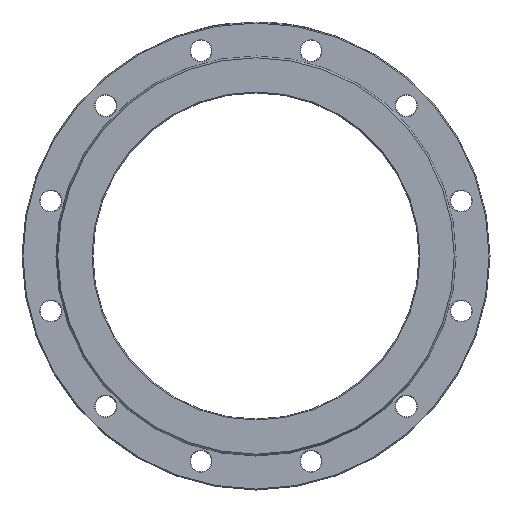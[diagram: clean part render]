
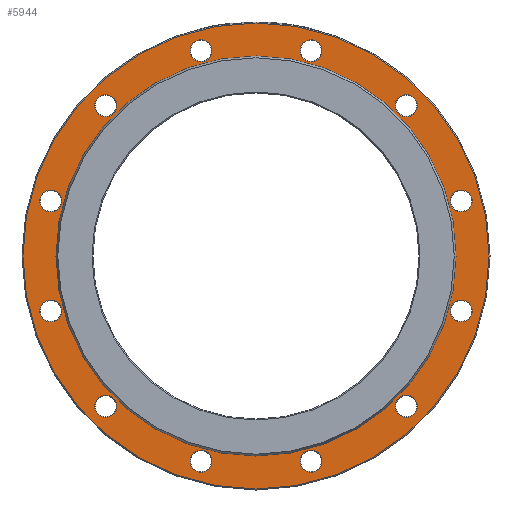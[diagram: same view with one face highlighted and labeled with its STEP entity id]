
A CAD part, left-side view. The second image highlights one B-rep face of the part: STEP entity #5944.
In plain terms, the highlighted planar face has unit normal (-1, 0, 0).
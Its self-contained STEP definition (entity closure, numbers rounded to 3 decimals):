
#9 = DIRECTION ( 'NONE',  ( 1., 0., 0. ) ) ;
#27 = CARTESIAN_POINT ( 'NONE',  ( 4., 57.587, -214.918 ) ) ;
#140 = DIRECTION ( 'NONE',  ( 0., 1., 0. ) ) ;
#249 = CARTESIAN_POINT ( 'NONE',  ( 4., -157.331, -157.331 ) ) ;
#317 = ORIENTED_EDGE ( 'NONE', *, *, #6548, .T. ) ;
#325 = ORIENTED_EDGE ( 'NONE', *, *, #7009, .T. ) ;
#387 = ORIENTED_EDGE ( 'NONE', *, *, #2477, .T. ) ;
#401 = DIRECTION ( 'NONE',  ( 0., 0.5, -0.866 ) ) ;
#535 = AXIS2_PLACEMENT_3D ( 'NONE', #3094, #1927, #401 ) ;
#645 = FACE_OUTER_BOUND ( 'NONE', #6424, .T. ) ;
#674 = FACE_BOUND ( 'NONE', #6278, .T. ) ;
#675 = ORIENTED_EDGE ( 'NONE', *, *, #3834, .T. ) ;
#679 = CARTESIAN_POINT ( 'NONE',  ( 4., 57.587, 214.918 ) ) ;
#733 = CIRCLE ( 'NONE', #6835, 11.5 ) ;
#747 = CIRCLE ( 'NONE', #3131, 11.5 ) ;
#815 = EDGE_LOOP ( 'NONE', ( #1199 ) ) ;
#941 = CIRCLE ( 'NONE', #1505, 244. ) ;
#967 = VERTEX_POINT ( 'NONE', #6959 ) ;
#1085 = AXIS2_PLACEMENT_3D ( 'NONE', #5298, #6931, #4123 ) ;
#1131 = EDGE_LOOP ( 'NONE', ( #2126 ) ) ;
#1165 = FACE_BOUND ( 'NONE', #4906, .T. ) ;
#1199 = ORIENTED_EDGE ( 'NONE', *, *, #6463, .T. ) ;
#1229 = PLANE ( 'NONE',  #6345 ) ;
#1242 = EDGE_LOOP ( 'NONE', ( #4938 ) ) ;
#1305 = CIRCLE ( 'NONE', #6858, 11.5 ) ;
#1324 = EDGE_CURVE ( 'NONE', #2415, #2415, #6866, .T. ) ;
#1456 = EDGE_CURVE ( 'NONE', #3515, #3515, #6989, .T. ) ;
#1479 = DIRECTION ( 'NONE',  ( 1., 0., 0. ) ) ;
#1505 = AXIS2_PLACEMENT_3D ( 'NONE', #4311, #2011, #6932 ) ;
#1540 = CIRCLE ( 'NONE', #5612, 11.5 ) ;
#1580 = DIRECTION ( 'NONE',  ( 0., 0.5, 0.866 ) ) ;
#1628 = CIRCLE ( 'NONE', #3315, 11.5 ) ;
#1721 = CARTESIAN_POINT ( 'NONE',  ( 4., -57.587, -214.918 ) ) ;
#1737 = EDGE_CURVE ( 'NONE', #2488, #2488, #5162, .T. ) ;
#1739 = EDGE_LOOP ( 'NONE', ( #3614 ) ) ;
#1751 = CARTESIAN_POINT ( 'NONE',  ( 4., 157.331, 157.331 ) ) ;
#1775 = AXIS2_PLACEMENT_3D ( 'NONE', #249, #3370, #6666 ) ;
#1778 = FACE_BOUND ( 'NONE', #1131, .T. ) ;
#1779 = ORIENTED_EDGE ( 'NONE', *, *, #4134, .T. ) ;
#1927 = DIRECTION ( 'NONE',  ( 1., 0., 0. ) ) ;
#2011 = DIRECTION ( 'NONE',  ( -1., 0., 0. ) ) ;
#2115 = DIRECTION ( 'NONE',  ( 1., 0., 0. ) ) ;
#2126 = ORIENTED_EDGE ( 'NONE', *, *, #2712, .T. ) ;
#2176 = DIRECTION ( 'NONE',  ( 0., -0.5, 0.866 ) ) ;
#2178 = VERTEX_POINT ( 'NONE', #3270 ) ;
#2270 = FACE_BOUND ( 'NONE', #1242, .T. ) ;
#2338 = CARTESIAN_POINT ( 'NONE',  ( 4., -69.087, -214.918 ) ) ;
#2340 = EDGE_CURVE ( 'NONE', #2526, #2526, #6302, .T. ) ;
#2415 = VERTEX_POINT ( 'NONE', #3483 ) ;
#2426 = CIRCLE ( 'NONE', #4468, 11.5 ) ;
#2477 = EDGE_CURVE ( 'NONE', #2663, #2663, #3573, .T. ) ;
#2488 = VERTEX_POINT ( 'NONE', #4683 ) ;
#2526 = VERTEX_POINT ( 'NONE', #4153 ) ;
#2640 = DIRECTION ( 'NONE',  ( 1., 0., 0. ) ) ;
#2656 = ORIENTED_EDGE ( 'NONE', *, *, #2963, .T. ) ;
#2663 = VERTEX_POINT ( 'NONE', #5434 ) ;
#2682 = DIRECTION ( 'NONE',  ( 1., 0., 0. ) ) ;
#2712 = EDGE_CURVE ( 'NONE', #4224, #4224, #747, .T. ) ;
#2833 = FACE_BOUND ( 'NONE', #1739, .T. ) ;
#2887 = EDGE_CURVE ( 'NONE', #3665, #3665, #1540, .T. ) ;
#2954 = DIRECTION ( 'NONE',  ( 0., 0., 1. ) ) ;
#2963 = EDGE_CURVE ( 'NONE', #2178, #2178, #1305, .T. ) ;
#3094 = CARTESIAN_POINT ( 'NONE',  ( 4., 214.918, 57.587 ) ) ;
#3131 = AXIS2_PLACEMENT_3D ( 'NONE', #679, #5002, #140 ) ;
#3233 = CARTESIAN_POINT ( 'NONE',  ( 4., -167.291, -151.581 ) ) ;
#3270 = CARTESIAN_POINT ( 'NONE',  ( 4., -151.581, 167.291 ) ) ;
#3315 = AXIS2_PLACEMENT_3D ( 'NONE', #4641, #6231, #4103 ) ;
#3331 = DIRECTION ( 'NONE',  ( 1., 0., 0. ) ) ;
#3367 = EDGE_LOOP ( 'NONE', ( #325 ) ) ;
#3370 = DIRECTION ( 'NONE',  ( 1., 0., 0. ) ) ;
#3397 = CARTESIAN_POINT ( 'NONE',  ( 4., 209.451, 0. ) ) ;
#3483 = CARTESIAN_POINT ( 'NONE',  ( 4., 167.291, 151.581 ) ) ;
#3515 = VERTEX_POINT ( 'NONE', #5789 ) ;
#3567 = CIRCLE ( 'NONE', #5716, 11.5 ) ;
#3573 = CIRCLE ( 'NONE', #5845, 11.5 ) ;
#3614 = ORIENTED_EDGE ( 'NONE', *, *, #3738, .T. ) ;
#3645 = DIRECTION ( 'NONE',  ( 0., 0.866, 0.5 ) ) ;
#3665 = VERTEX_POINT ( 'NONE', #3737 ) ;
#3737 = CARTESIAN_POINT ( 'NONE',  ( 4., -214.918, 69.087 ) ) ;
#3738 = EDGE_CURVE ( 'NONE', #6922, #6922, #4836, .T. ) ;
#3834 = EDGE_CURVE ( 'NONE', #967, #967, #1628, .T. ) ;
#3841 = VERTEX_POINT ( 'NONE', #4971 ) ;
#3871 = VERTEX_POINT ( 'NONE', #5600 ) ;
#3900 = FACE_BOUND ( 'NONE', #3367, .T. ) ;
#3931 = FACE_BOUND ( 'NONE', #6027, .T. ) ;
#3964 = FACE_BOUND ( 'NONE', #4427, .T. ) ;
#3975 = EDGE_LOOP ( 'NONE', ( #4356 ) ) ;
#4015 = CARTESIAN_POINT ( 'NONE',  ( 4., -214.918, 57.587 ) ) ;
#4076 = EDGE_LOOP ( 'NONE', ( #5710 ) ) ;
#4103 = DIRECTION ( 'NONE',  ( 0., -0.5, -0.866 ) ) ;
#4123 = DIRECTION ( 'NONE',  ( 0., 0., 1. ) ) ;
#4134 = EDGE_CURVE ( 'NONE', #4797, #4797, #941, .T. ) ;
#4153 = CARTESIAN_POINT ( 'NONE',  ( 4., 0., 209.451 ) ) ;
#4180 = EDGE_LOOP ( 'NONE', ( #387 ) ) ;
#4224 = VERTEX_POINT ( 'NONE', #5895 ) ;
#4311 = CARTESIAN_POINT ( 'NONE',  ( 4., 0., 0. ) ) ;
#4356 = ORIENTED_EDGE ( 'NONE', *, *, #2340, .F. ) ;
#4427 = EDGE_LOOP ( 'NONE', ( #675 ) ) ;
#4468 = AXIS2_PLACEMENT_3D ( 'NONE', #1721, #5472, #4516 ) ;
#4516 = DIRECTION ( 'NONE',  ( 0., -1., 0. ) ) ;
#4629 = CARTESIAN_POINT ( 'NONE',  ( 4., -57.587, 214.918 ) ) ;
#4641 = CARTESIAN_POINT ( 'NONE',  ( 4., 157.331, -157.331 ) ) ;
#4683 = CARTESIAN_POINT ( 'NONE',  ( 4., -220.668, -47.628 ) ) ;
#4693 = DIRECTION ( 'NONE',  ( 0., 0., -1. ) ) ;
#4797 = VERTEX_POINT ( 'NONE', #5934 ) ;
#4836 = CIRCLE ( 'NONE', #1775, 11.5 ) ;
#4870 = CARTESIAN_POINT ( 'NONE',  ( 4., -214.918, -57.587 ) ) ;
#4906 = EDGE_LOOP ( 'NONE', ( #5925 ) ) ;
#4938 = ORIENTED_EDGE ( 'NONE', *, *, #1324, .T. ) ;
#4964 = FACE_BOUND ( 'NONE', #815, .T. ) ;
#4971 = CARTESIAN_POINT ( 'NONE',  ( 4., 47.628, -220.668 ) ) ;
#4997 = FACE_BOUND ( 'NONE', #3975, .T. ) ;
#5002 = DIRECTION ( 'NONE',  ( 1., 0., 0. ) ) ;
#5007 = ORIENTED_EDGE ( 'NONE', *, *, #1737, .T. ) ;
#5043 = DIRECTION ( 'NONE',  ( 0., 0.866, -0.5 ) ) ;
#5058 = AXIS2_PLACEMENT_3D ( 'NONE', #1751, #5576, #5043 ) ;
#5162 = CIRCLE ( 'NONE', #5399, 11.5 ) ;
#5298 = CARTESIAN_POINT ( 'NONE',  ( 4., 0., 0. ) ) ;
#5334 = CARTESIAN_POINT ( 'NONE',  ( 4., 214.918, -57.587 ) ) ;
#5399 = AXIS2_PLACEMENT_3D ( 'NONE', #4870, #9, #2176 ) ;
#5434 = CARTESIAN_POINT ( 'NONE',  ( 4., 214.918, -69.087 ) ) ;
#5472 = DIRECTION ( 'NONE',  ( 1., 0., 0. ) ) ;
#5499 = VERTEX_POINT ( 'NONE', #2338 ) ;
#5529 = FACE_BOUND ( 'NONE', #4076, .T. ) ;
#5563 = DIRECTION ( 'NONE',  ( 0., 0., -1. ) ) ;
#5576 = DIRECTION ( 'NONE',  ( 1., 0., 0. ) ) ;
#5582 = DIRECTION ( 'NONE',  ( 1., 0., 0. ) ) ;
#5600 = CARTESIAN_POINT ( 'NONE',  ( 4., -47.628, 220.668 ) ) ;
#5612 = AXIS2_PLACEMENT_3D ( 'NONE', #4015, #5582, #2954 ) ;
#5710 = ORIENTED_EDGE ( 'NONE', *, *, #1456, .T. ) ;
#5716 = AXIS2_PLACEMENT_3D ( 'NONE', #27, #2682, #5949 ) ;
#5750 = EDGE_LOOP ( 'NONE', ( #2656 ) ) ;
#5789 = CARTESIAN_POINT ( 'NONE',  ( 4., 220.668, 47.628 ) ) ;
#5845 = AXIS2_PLACEMENT_3D ( 'NONE', #5334, #2640, #4693 ) ;
#5895 = CARTESIAN_POINT ( 'NONE',  ( 4., 69.087, 214.918 ) ) ;
#5925 = ORIENTED_EDGE ( 'NONE', *, *, #2887, .T. ) ;
#5934 = CARTESIAN_POINT ( 'NONE',  ( 4., 0., -244. ) ) ;
#5944 = ADVANCED_FACE ( 'NONE', ( #5529, #2270, #1778, #3931, #6026, #1165, #674, #2833, #3900, #4964, #3964, #6121, #645, #4997 ), #1229, .F. ) ;
#5949 = DIRECTION ( 'NONE',  ( 0., -0.866, -0.5 ) ) ;
#6026 = FACE_BOUND ( 'NONE', #5750, .T. ) ;
#6027 = EDGE_LOOP ( 'NONE', ( #317 ) ) ;
#6121 = FACE_BOUND ( 'NONE', #4180, .T. ) ;
#6231 = DIRECTION ( 'NONE',  ( 1., 0., 0. ) ) ;
#6278 = EDGE_LOOP ( 'NONE', ( #5007 ) ) ;
#6302 = CIRCLE ( 'NONE', #1085, 209.451 ) ;
#6345 = AXIS2_PLACEMENT_3D ( 'NONE', #3397, #3331, #5563 ) ;
#6424 = EDGE_LOOP ( 'NONE', ( #1779 ) ) ;
#6463 = EDGE_CURVE ( 'NONE', #3841, #3841, #3567, .T. ) ;
#6548 = EDGE_CURVE ( 'NONE', #3871, #3871, #733, .T. ) ;
#6666 = DIRECTION ( 'NONE',  ( 0., -0.866, 0.5 ) ) ;
#6835 = AXIS2_PLACEMENT_3D ( 'NONE', #4629, #1479, #3645 ) ;
#6858 = AXIS2_PLACEMENT_3D ( 'NONE', #6964, #2115, #1580 ) ;
#6866 = CIRCLE ( 'NONE', #5058, 11.5 ) ;
#6922 = VERTEX_POINT ( 'NONE', #3233 ) ;
#6931 = DIRECTION ( 'NONE',  ( -1., 0., 0. ) ) ;
#6932 = DIRECTION ( 'NONE',  ( 0., 0., -1. ) ) ;
#6959 = CARTESIAN_POINT ( 'NONE',  ( 4., 151.581, -167.291 ) ) ;
#6964 = CARTESIAN_POINT ( 'NONE',  ( 4., -157.331, 157.331 ) ) ;
#6989 = CIRCLE ( 'NONE', #535, 11.5 ) ;
#7009 = EDGE_CURVE ( 'NONE', #5499, #5499, #2426, .T. ) ;
